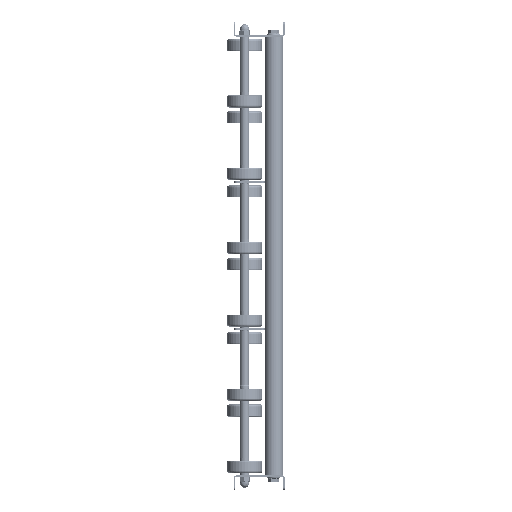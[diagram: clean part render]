
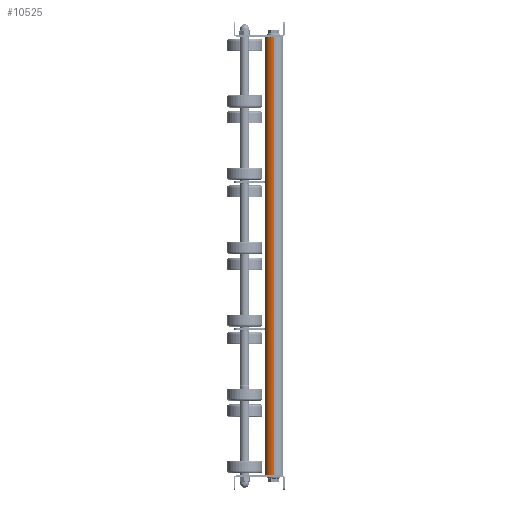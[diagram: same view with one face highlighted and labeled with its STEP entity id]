
A CAD part, left-side view. The second image highlights one B-rep face of the part: STEP entity #10525.
In plain terms, the highlighted cylindrical face has radius 12.5 mm (diameter 25 mm), a partial arc.
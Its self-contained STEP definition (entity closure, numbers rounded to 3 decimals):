
#41 = CIRCLE ( 'NONE', #2525, 12.5 ) ;
#2525 = AXIS2_PLACEMENT_3D ( 'NONE', #14439, #23963, #28942 ) ;
#3463 = ORIENTED_EDGE ( 'NONE', *, *, #29605, .F. ) ;
#5084 = CARTESIAN_POINT ( 'NONE',  ( 1., 0., 12.5 ) ) ;
#5619 = AXIS2_PLACEMENT_3D ( 'NONE', #15543, #13185, #27400 ) ;
#5823 = DIRECTION ( 'NONE',  ( -1., 0., 0. ) ) ;
#6710 = FACE_OUTER_BOUND ( 'NONE', #15943, .T. ) ;
#8181 = EDGE_CURVE ( 'NONE', #29100, #25658, #41, .T. ) ;
#9833 = ORIENTED_EDGE ( 'NONE', *, *, #16654, .T. ) ;
#10383 = CARTESIAN_POINT ( 'NONE',  ( 600., 0., 12.5 ) ) ;
#10390 = VERTEX_POINT ( 'NONE', #17865 ) ;
#10525 = ADVANCED_FACE ( 'NONE', ( #6710 ), #13231, .T. ) ;
#11038 = VERTEX_POINT ( 'NONE', #5084 ) ;
#11729 = CARTESIAN_POINT ( 'NONE',  ( 600., 0., 0. ) ) ;
#12297 = VECTOR ( 'NONE', #5823, 1000. ) ;
#12819 = EDGE_CURVE ( 'NONE', #25658, #10390, #16984, .T. ) ;
#13185 = DIRECTION ( 'NONE',  ( 1., 0., 0. ) ) ;
#13231 = CYLINDRICAL_SURFACE ( 'NONE', #14761, 12.5 ) ;
#13784 = DIRECTION ( 'NONE',  ( -1., 0., 0. ) ) ;
#14439 = CARTESIAN_POINT ( 'NONE',  ( 599., 0., 0. ) ) ;
#14480 = DIRECTION ( 'NONE',  ( -1., 0., 0. ) ) ;
#14489 = CARTESIAN_POINT ( 'NONE',  ( 599., 0., 12.5 ) ) ;
#14761 = AXIS2_PLACEMENT_3D ( 'NONE', #11729, #13784, #21120 ) ;
#15543 = CARTESIAN_POINT ( 'NONE',  ( 1., 0., 0. ) ) ;
#15943 = EDGE_LOOP ( 'NONE', ( #16025, #25817, #9833, #3463 ) ) ;
#16025 = ORIENTED_EDGE ( 'NONE', *, *, #8181, .T. ) ;
#16318 = CARTESIAN_POINT ( 'NONE',  ( 599., 0., -12.5 ) ) ;
#16654 = EDGE_CURVE ( 'NONE', #10390, #11038, #26622, .T. ) ;
#16904 = VECTOR ( 'NONE', #14480, 1000. ) ;
#16984 = LINE ( 'NONE', #19346, #16904 ) ;
#17865 = CARTESIAN_POINT ( 'NONE',  ( 1., 0., -12.5 ) ) ;
#19346 = CARTESIAN_POINT ( 'NONE',  ( 600., 0., -12.5 ) ) ;
#20402 = LINE ( 'NONE', #10383, #12297 ) ;
#21120 = DIRECTION ( 'NONE',  ( 0., 0., 1. ) ) ;
#23963 = DIRECTION ( 'NONE',  ( -1., 0., 0. ) ) ;
#25658 = VERTEX_POINT ( 'NONE', #16318 ) ;
#25817 = ORIENTED_EDGE ( 'NONE', *, *, #12819, .T. ) ;
#26622 = CIRCLE ( 'NONE', #5619, 12.5 ) ;
#27400 = DIRECTION ( 'NONE',  ( 0., 0., -1. ) ) ;
#28942 = DIRECTION ( 'NONE',  ( 0., 0., -1. ) ) ;
#29100 = VERTEX_POINT ( 'NONE', #14489 ) ;
#29605 = EDGE_CURVE ( 'NONE', #29100, #11038, #20402, .T. ) ;
